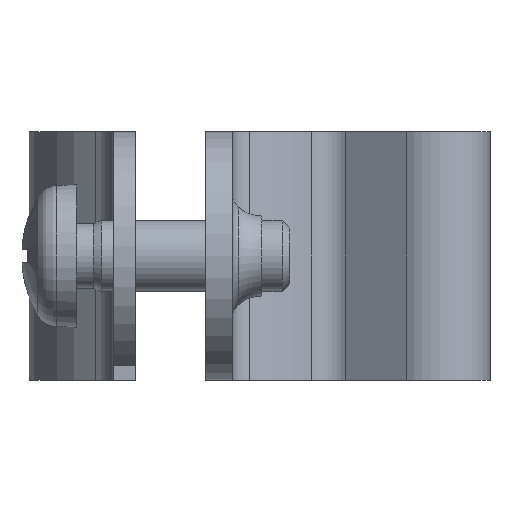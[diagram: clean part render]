
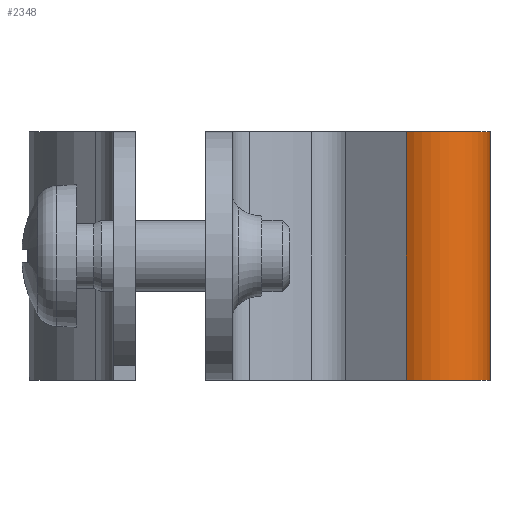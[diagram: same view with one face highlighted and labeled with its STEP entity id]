
A CAD part, left-side view. The second image highlights one B-rep face of the part: STEP entity #2348.
In plain terms, the highlighted cylindrical face has radius 3 mm (diameter 6 mm), a partial arc.
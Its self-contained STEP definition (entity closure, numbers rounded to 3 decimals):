
#256=FACE_OUTER_BOUND('',#394,.T.);
#394=EDGE_LOOP('',(#1883,#1884,#1885,#1886));
#520=LINE('',#4256,#659);
#521=LINE('',#4260,#660);
#659=VECTOR('',#3181,10.);
#660=VECTOR('',#3186,10.);
#816=CIRCLE('',#2591,3.);
#828=CIRCLE('',#2615,3.);
#1014=VERTEX_POINT('',#4196);
#1015=VERTEX_POINT('',#4198);
#1032=VERTEX_POINT('',#4254);
#1033=VERTEX_POINT('',#4258);
#1304=EDGE_CURVE('',#1014,#1015,#816,.T.);
#1333=EDGE_CURVE('',#1014,#1032,#520,.T.);
#1334=EDGE_CURVE('',#1033,#1032,#828,.T.);
#1335=EDGE_CURVE('',#1015,#1033,#521,.T.);
#1883=ORIENTED_EDGE('',*,*,#1333,.T.);
#1884=ORIENTED_EDGE('',*,*,#1334,.F.);
#1885=ORIENTED_EDGE('',*,*,#1335,.F.);
#1886=ORIENTED_EDGE('',*,*,#1304,.F.);
#2107=CYLINDRICAL_SURFACE('',#2614,3.);
#2348=ADVANCED_FACE('',(#256),#2107,.T.);
#2591=AXIS2_PLACEMENT_3D('',#4199,#3118,#3119);
#2614=AXIS2_PLACEMENT_3D('',#4257,#3182,#3183);
#2615=AXIS2_PLACEMENT_3D('',#4259,#3184,#3185);
#3118=DIRECTION('center_axis',(0.,0.,-1.));
#3119=DIRECTION('ref_axis',(0.,1.,0.));
#3181=DIRECTION('',(0.,0.,1.));
#3182=DIRECTION('center_axis',(0.,0.,1.));
#3183=DIRECTION('ref_axis',(0.,1.,0.));
#3184=DIRECTION('center_axis',(0.,0.,1.));
#3185=DIRECTION('ref_axis',(0.,1.,0.));
#3186=DIRECTION('',(0.,0.,1.));
#4196=CARTESIAN_POINT('',(-6.5,-16.764,-7.));
#4198=CARTESIAN_POINT('',(-8.957,-12.043,-7.));
#4199=CARTESIAN_POINT('Origin',(-6.5,-13.764,-7.));
#4254=CARTESIAN_POINT('',(-6.5,-16.764,7.));
#4256=CARTESIAN_POINT('',(-6.5,-16.764,0.));
#4257=CARTESIAN_POINT('Origin',(-6.5,-13.764,0.));
#4258=CARTESIAN_POINT('',(-8.957,-12.043,7.));
#4259=CARTESIAN_POINT('Origin',(-6.5,-13.764,7.));
#4260=CARTESIAN_POINT('',(-8.957,-12.043,0.));
